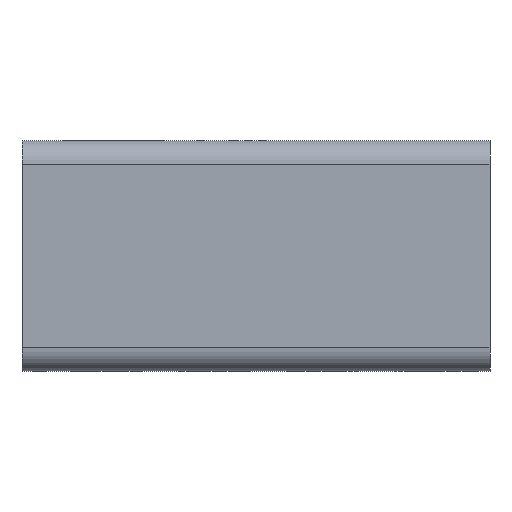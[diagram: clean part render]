
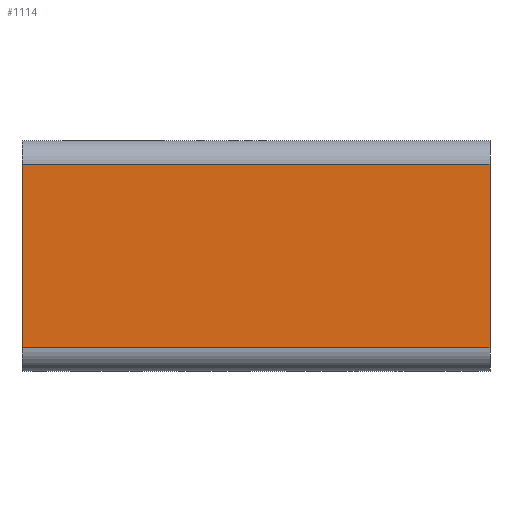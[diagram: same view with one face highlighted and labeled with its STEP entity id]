
A CAD part, top view. The second image highlights one B-rep face of the part: STEP entity #1114.
In plain terms, the highlighted planar face has unit normal (0, 0, 1).
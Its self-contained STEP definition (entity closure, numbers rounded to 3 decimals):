
#78=PLANE('',#1236);
#133=FACE_OUTER_BOUND('',#207,.T.);
#207=EDGE_LOOP('',(#960,#961,#962,#963));
#303=LINE('',#1788,#401);
#318=LINE('',#1827,#416);
#324=LINE('',#1839,#422);
#325=LINE('',#1841,#423);
#401=VECTOR('',#1477,10.);
#416=VECTOR('',#1512,10.);
#422=VECTOR('',#1524,10.);
#423=VECTOR('',#1527,10.);
#561=VERTEX_POINT('',#1784);
#563=VERTEX_POINT('',#1787);
#577=VERTEX_POINT('',#1826);
#580=VERTEX_POINT('',#1833);
#693=EDGE_CURVE('',#563,#561,#303,.T.);
#713=EDGE_CURVE('',#563,#577,#318,.T.);
#721=EDGE_CURVE('',#580,#577,#324,.T.);
#722=EDGE_CURVE('',#580,#561,#325,.T.);
#960=ORIENTED_EDGE('',*,*,#722,.F.);
#961=ORIENTED_EDGE('',*,*,#721,.T.);
#962=ORIENTED_EDGE('',*,*,#713,.F.);
#963=ORIENTED_EDGE('',*,*,#693,.T.);
#1114=ADVANCED_FACE('',(#133),#78,.T.);
#1236=AXIS2_PLACEMENT_3D('',#1840,#1525,#1526);
#1477=DIRECTION('',(0.,1.,0.));
#1512=DIRECTION('',(-1.,0.,0.));
#1524=DIRECTION('',(0.,-1.,0.));
#1525=DIRECTION('center_axis',(0.,0.,1.));
#1526=DIRECTION('ref_axis',(1.,0.,0.));
#1527=DIRECTION('',(1.,0.,0.));
#1784=CARTESIAN_POINT('',(62.,25.5,39.75));
#1787=CARTESIAN_POINT('',(62.,-25.5,39.75));
#1788=CARTESIAN_POINT('',(62.,32.,39.75));
#1826=CARTESIAN_POINT('',(-68.15,-25.5,39.75));
#1827=CARTESIAN_POINT('',(-35.612,-25.5,39.75));
#1833=CARTESIAN_POINT('',(-68.15,25.5,39.75));
#1839=CARTESIAN_POINT('',(-68.15,-32.,39.75));
#1840=CARTESIAN_POINT('Origin',(-3.075,0.,
39.75));
#1841=CARTESIAN_POINT('',(29.463,25.5,39.75));
